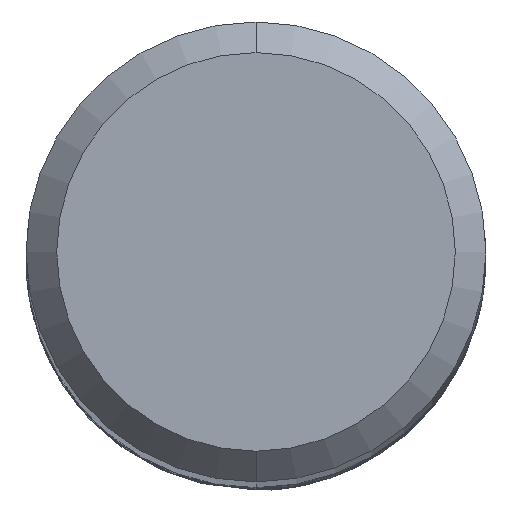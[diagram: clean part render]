
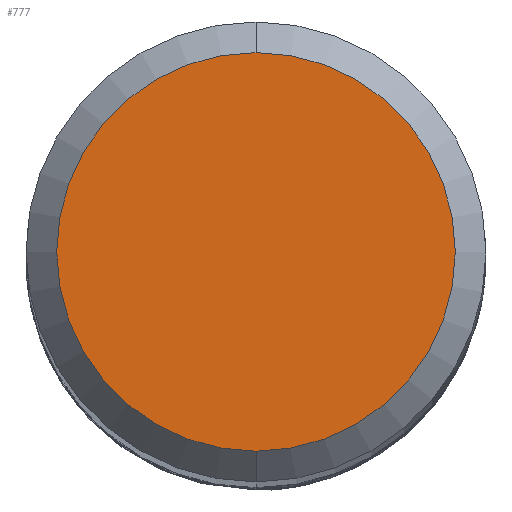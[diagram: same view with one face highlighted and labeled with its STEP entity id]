
A CAD part, top view. The second image highlights one B-rep face of the part: STEP entity #777.
In plain terms, the highlighted planar face has unit normal (0, 0, 1).
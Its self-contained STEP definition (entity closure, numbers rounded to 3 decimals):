
#777=ADVANCED_FACE('',(#1991),#1992,.T.);
#1075=EDGE_CURVE('',#1777,#1645,#2320,.T.);
#1273=EDGE_CURVE('',#1645,#1777,#2533,.T.);
#1645=VERTEX_POINT('',#2939);
#1777=VERTEX_POINT('',#3082);
#1991=FACE_OUTER_BOUND('',#4983,.T.);
#1992=PLANE('',#4984);
#2320=CIRCLE('',#9916,2.6);
#2533=CIRCLE('',#12284,2.6);
#2939=CARTESIAN_POINT('',(0.,-2.6,0.0));
#3082=CARTESIAN_POINT('',(0.0,2.6,0.0));
#4983=EDGE_LOOP('',(#18215,#18216));
#4984=AXIS2_PLACEMENT_3D('',#18217,#18218,#18219);
#9916=AXIS2_PLACEMENT_3D('',#18528,#18529,#18530);
#12284=AXIS2_PLACEMENT_3D('',#18709,#18710,#18711);
#18215=ORIENTED_EDGE('',*,*,#1075,.F.);
#18216=ORIENTED_EDGE('',*,*,#1273,.F.);
#18217=CARTESIAN_POINT('',(0.0,1.3,0.0));
#18218=DIRECTION('',(-0.0,0.0,1.0));
#18219=DIRECTION('',(0.0,-1.0,0.0));
#18528=CARTESIAN_POINT('',(0.0,0.0,0.0));
#18529=DIRECTION('',(0.0,0.0,-1.0));
#18530=DIRECTION('',(0.0,1.0,0.0));
#18709=CARTESIAN_POINT('',(0.0,0.0,0.0));
#18710=DIRECTION('',(0.0,0.0,-1.0));
#18711=DIRECTION('',(0.0,1.0,0.0));
